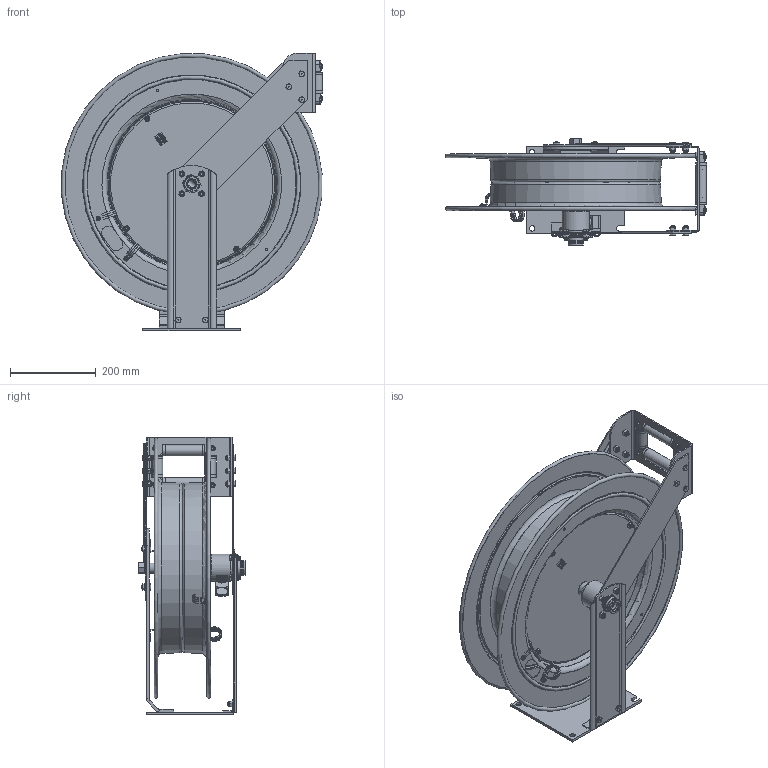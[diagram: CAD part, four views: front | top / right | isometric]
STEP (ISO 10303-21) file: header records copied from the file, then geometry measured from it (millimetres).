
FILE_DESCRIPTION(/* description */ (''),/* implementation_level */ '2;1');
FILE_NAME(/* name */ 'EZ-TSH-535_SHARED.stp',/* time_stamp */ '2020-01-24T09:53:23-07:00',/* author */ ('NMelton'),/* organization */ (''),/* preprocessor_version */ 'ST-DEVELOPER v17',/* originating_system */ 'Autodesk Inventor 2019',/* authorisation */ '');
FILE_SCHEMA (('AUTOMOTIVE_DESIGN { 1 0 10303 214 3 1 1 }'));
Products named in the file (1): EZ-TSH-535_SHARED
Bounding box: 608.97 x 248.92 x 647.73 mm (x, y, z)
Surface area: 2267371.7 mm2 (no closed solid volume)
Topology: 0 solids, 253 shells, 2866 faces, 12732 edges, 9749 vertices
Faces by surface type: plane 1482, cylinder 689, bspline 282, cone 273, torus 78, sphere 62
Full cylindrical faces by diameter (mm): 1.981 x2, 2.54 x1, 3.048 x1, 4.826 x2, 5.588 x3, 6.35 x4, 7.925 x4, 7.938 x12, 8.636 x4, 10.414 x1, 11.43 x12, 12.192 x16, 12.7 x2, 13.462 x1, 15.875 x1, 19.05 x2, 25.362 x1, 25.4 x12, 28.448 x1, 31.623 x1, 31.674 x1, 32.791 x2, 33.274 x1, 33.401 x1, 33.528 x1, 34.544 x4, 39.624 x1, 42.926 x1, 63.5 x1, 385.064 x1
Entity records: 137629 total; most frequent: CARTESIAN_POINT 38737, DIRECTION 18038, ORIENTED_EDGE 17877, EDGE_CURVE 12631, VERTEX_POINT 9749, LINE 6768, VECTOR 6768, AXIS2_PLACEMENT_3D 5635
